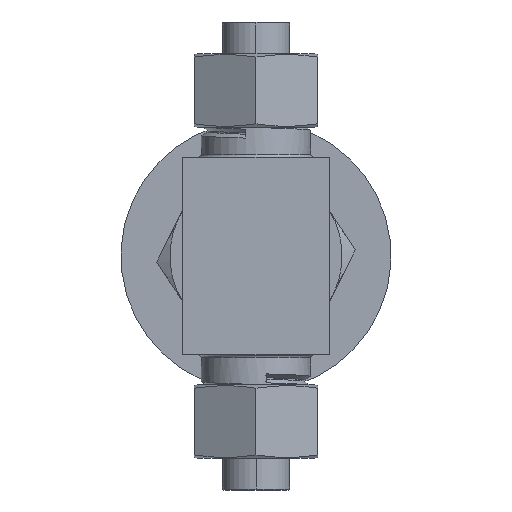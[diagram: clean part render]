
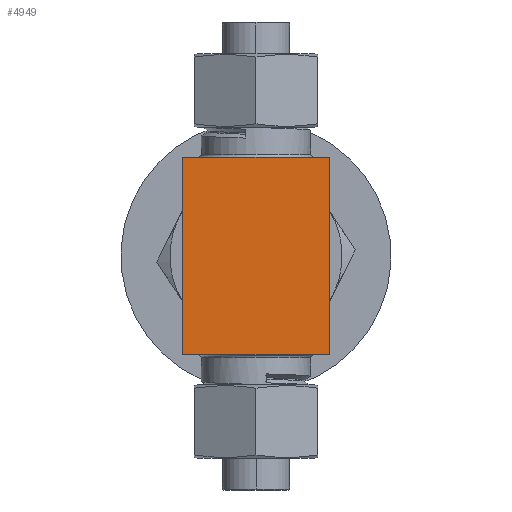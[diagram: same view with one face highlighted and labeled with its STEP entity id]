
A CAD part, front view. The second image highlights one B-rep face of the part: STEP entity #4949.
In plain terms, the highlighted planar face has unit normal (0, -1, 0).
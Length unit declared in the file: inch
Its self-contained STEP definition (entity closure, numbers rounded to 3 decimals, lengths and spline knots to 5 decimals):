
#521 = VERTEX_POINT ( 'NONE', #18801 ) ;
#853 = CARTESIAN_POINT ( 'NONE',  ( 0.04172, 0.90605, 1.98303 ) ) ;
#1368 = CARTESIAN_POINT ( 'NONE',  ( 0.79172, 0.90605, 1.98303 ) ) ;
#1576 = CARTESIAN_POINT ( 'NONE',  ( 0.04172, 0.90605, 1.98303 ) ) ;
#2087 = EDGE_CURVE ( 'Defeatured_0_31+Defeatured_0_29+Defeatured_0_23+Defeatured_0_24', #18607, #9664, #14384, .T. ) ;
#2123 = DIRECTION ( 'NONE',  ( -1., 0., 0. ) ) ;
#2381 = EDGE_CURVE ( 'Defeatured_0_23+Defeatured_0_29+Defeatured_0_30+Defeatured_0_31', #3277, #18607, #21951, .T. ) ;
#2559 = LINE ( 'NONE', #8652, #16859 ) ;
#3277 = VERTEX_POINT ( 'NONE', #3321 ) ;
#3321 = CARTESIAN_POINT ( 'NONE',  ( 0.04172, 0.90605, 0.97303 ) ) ;
#4814 = ORIENTED_EDGE ( 'NONE', *, *, #2087, .F. ) ;
#4949 = ADVANCED_FACE ( 'Defeatured_0_29', ( #14403 ), #7273, .F. ) ;
#5248 = VECTOR ( 'NONE', #13702, 39.37008 ) ;
#6927 = DIRECTION ( 'NONE',  ( 1., 0., 0. ) ) ;
#7171 = DIRECTION ( 'NONE',  ( 0., 0., 1. ) ) ;
#7273 = PLANE ( 'NONE',  #8882 ) ;
#8652 = CARTESIAN_POINT ( 'NONE',  ( 0.04172, 0.90605, 0.97303 ) ) ;
#8882 = AXIS2_PLACEMENT_3D ( 'NONE', #9011, #12440, #2123 ) ;
#9011 = CARTESIAN_POINT ( 'NONE',  ( 0.04172, 0.90605, -0.08763 ) ) ;
#9664 = VERTEX_POINT ( 'NONE', #1368 ) ;
#10890 = ORIENTED_EDGE ( 'NONE', *, *, #14351, .T. ) ;
#12440 = DIRECTION ( 'NONE',  ( 0., 1., 0. ) ) ;
#13602 = EDGE_CURVE ( 'Defeatured_0_29+Defeatured_0_24+Defeatured_0_30+Defeatured_0_31', #521, #9664, #18527, .T. ) ;
#13702 = DIRECTION ( 'NONE',  ( 1., 0., 0. ) ) ;
#13717 = ORIENTED_EDGE ( 'NONE', *, *, #13602, .T. ) ;
#14351 = EDGE_CURVE ( 'Defeatured_0_29+Defeatured_0_30+Defeatured_0_23+Defeatured_0_24', #3277, #521, #2559, .T. ) ;
#14384 = LINE ( 'NONE', #1576, #5248 ) ;
#14403 = FACE_OUTER_BOUND ( 'NONE', #16897, .T. ) ;
#15893 = DIRECTION ( 'NONE',  ( 0., 0., 1. ) ) ;
#16859 = VECTOR ( 'NONE', #6927, 39.37008 ) ;
#16897 = EDGE_LOOP ( 'NONE', ( #4814, #18519, #10890, #13717 ) ) ;
#17365 = VECTOR ( 'NONE', #7171, 39.37008 ) ;
#17428 = VECTOR ( 'NONE', #15893, 39.37008 ) ;
#18519 = ORIENTED_EDGE ( 'NONE', *, *, #2381, .F. ) ;
#18527 = LINE ( 'NONE', #19379, #17428 ) ;
#18607 = VERTEX_POINT ( 'NONE', #853 ) ;
#18801 = CARTESIAN_POINT ( 'NONE',  ( 0.79172, 0.90605, 0.97303 ) ) ;
#19203 = CARTESIAN_POINT ( 'NONE',  ( 0.04172, 0.90605, -0.08763 ) ) ;
#19379 = CARTESIAN_POINT ( 'NONE',  ( 0.79172, 0.90605, -0.08763 ) ) ;
#21951 = LINE ( 'NONE', #19203, #17365 ) ;
